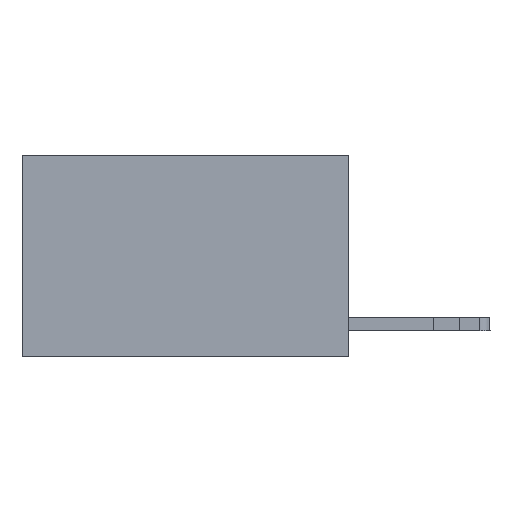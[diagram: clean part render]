
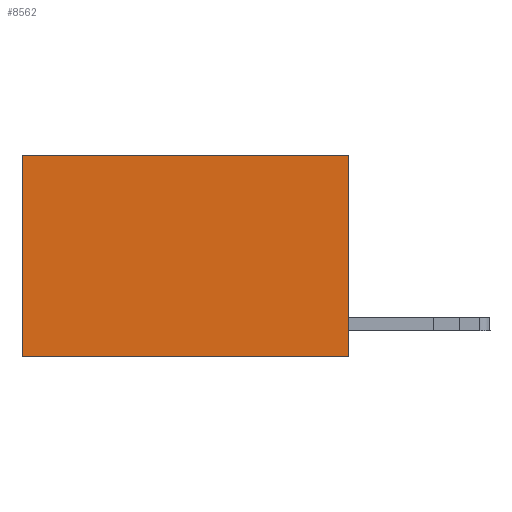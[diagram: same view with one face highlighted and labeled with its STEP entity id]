
A CAD part, left-side view. The second image highlights one B-rep face of the part: STEP entity #8562.
In plain terms, the highlighted planar face has unit normal (-1, 0, 0).
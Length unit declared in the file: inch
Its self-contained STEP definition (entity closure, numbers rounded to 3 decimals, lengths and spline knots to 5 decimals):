
#819 = EDGE_LOOP ( 'NONE', ( #4981, #6754, #12584, #14197 ) ) ;
#1114 = FACE_OUTER_BOUND ( 'NONE', #819, .T. ) ;
#2059 = CARTESIAN_POINT ( 'NONE',  ( 0.2625, 0.6, -0.37 ) ) ;
#2263 = CARTESIAN_POINT ( 'NONE',  ( 0.2625, 0., 0. ) ) ;
#4307 = DIRECTION ( 'NONE',  ( 0., 0., -1. ) ) ;
#4511 = VECTOR ( 'NONE', #11592, 39.37008 ) ;
#4517 = VECTOR ( 'NONE', #7452, 39.37008 ) ;
#4590 = DIRECTION ( 'NONE',  ( 0., 0., -1. ) ) ;
#4924 = VERTEX_POINT ( 'NONE', #15690 ) ;
#4981 = ORIENTED_EDGE ( 'NONE', *, *, #11314, .T. ) ;
#5033 = EDGE_CURVE ( 'NONE', #9154, #11155, #21128, .T. ) ;
#5614 = EDGE_CURVE ( 'NONE', #4924, #9154, #14074, .T. ) ;
#5809 = VERTEX_POINT ( 'NONE', #6846 ) ;
#5880 = CARTESIAN_POINT ( 'NONE',  ( 0.2625, 0., -0.37 ) ) ;
#6754 = ORIENTED_EDGE ( 'NONE', *, *, #5033, .F. ) ;
#6846 = CARTESIAN_POINT ( 'NONE',  ( 0.2625, 0.6, 0. ) ) ;
#7013 = VECTOR ( 'NONE', #17530, 39.37008 ) ;
#7340 = CARTESIAN_POINT ( 'NONE',  ( 0.2625, 0., -0.37 ) ) ;
#7452 = DIRECTION ( 'NONE',  ( 0., 1., 0. ) ) ;
#8562 = ADVANCED_FACE ( 'NONE', ( #1114 ), #18294, .F. ) ;
#9154 = VERTEX_POINT ( 'NONE', #5880 ) ;
#11155 = VERTEX_POINT ( 'NONE', #2059 ) ;
#11314 = EDGE_CURVE ( 'NONE', #5809, #11155, #21487, .T. ) ;
#11592 = DIRECTION ( 'NONE',  ( 0., 0., -1. ) ) ;
#12584 = ORIENTED_EDGE ( 'NONE', *, *, #5614, .F. ) ;
#12853 = CARTESIAN_POINT ( 'NONE',  ( 0.2625, 0.6, 0. ) ) ;
#13954 = AXIS2_PLACEMENT_3D ( 'NONE', #20093, #14864, #4590 ) ;
#14074 = LINE ( 'NONE', #21434, #4511 ) ;
#14197 = ORIENTED_EDGE ( 'NONE', *, *, #14662, .T. ) ;
#14662 = EDGE_CURVE ( 'NONE', #4924, #5809, #20806, .T. ) ;
#14864 = DIRECTION ( 'NONE',  ( 1., 0., 0. ) ) ;
#15690 = CARTESIAN_POINT ( 'NONE',  ( 0.2625, 0., 0. ) ) ;
#17530 = DIRECTION ( 'NONE',  ( 0., 1., 0. ) ) ;
#18294 = PLANE ( 'NONE',  #13954 ) ;
#18360 = VECTOR ( 'NONE', #4307, 39.37008 ) ;
#20093 = CARTESIAN_POINT ( 'NONE',  ( 0.2625, 0., 0. ) ) ;
#20806 = LINE ( 'NONE', #2263, #4517 ) ;
#21128 = LINE ( 'NONE', #7340, #7013 ) ;
#21434 = CARTESIAN_POINT ( 'NONE',  ( 0.2625, 0., 0. ) ) ;
#21487 = LINE ( 'NONE', #12853, #18360 ) ;
